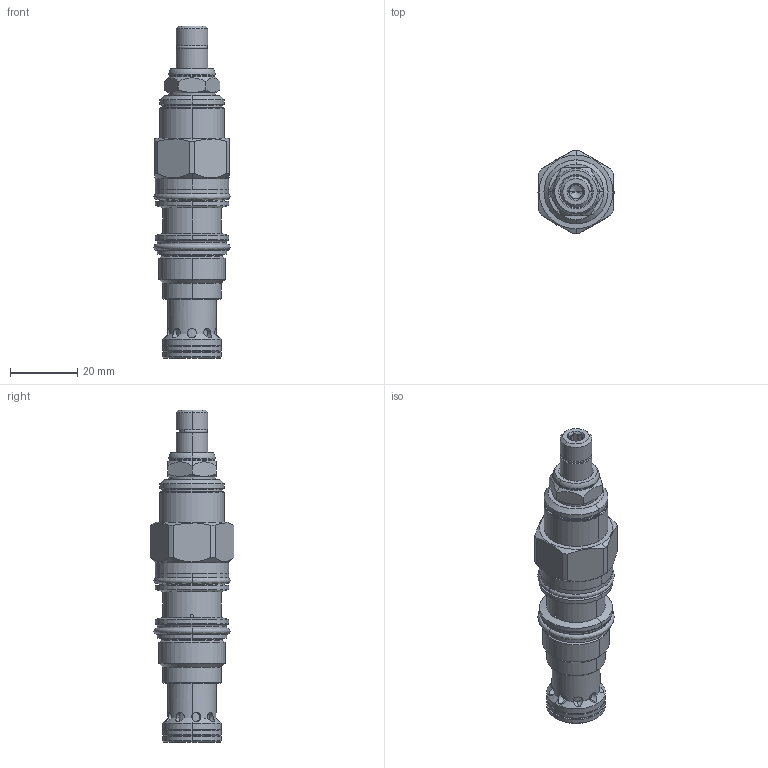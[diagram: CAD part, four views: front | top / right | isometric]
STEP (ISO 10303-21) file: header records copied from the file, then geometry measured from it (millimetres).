
FILE_DESCRIPTION((''),'2;1');
FILE_NAME('RVCS-LAN_PRT','2016-07-20T',('Administrator'),(''),'PRO/ENGINEER BY PARAMETRIC TECHNOLOGY CORPORATION, 2006240','PRO/ENGINEER BY PARAMETRIC TECHNOLOGY CORPORATION, 2006240','');
FILE_SCHEMA(('CONFIG_CONTROL_DESIGN'));
Length unit declared in the file: inch
Products named in the file (1): RVCS-LAN_PRT
Bounding box: 22.55 x 24.84 x 98.4 mm (x, y, z)
Volume: 23602.5 mm3; surface area: 9564.8 mm2
Topology: 3 solids, 4 shells, 303 faces, 749 edges, 457 vertices
Faces by surface type: cylinder 116, plane 74, cone 60, torus 37, revolution 8, bspline 6, sphere 2
Entity records: 11787 total; most frequent: CARTESIAN_POINT 4568, DIRECTION 1558, ORIENTED_EDGE 1486, EDGE_CURVE 743, AXIS2_PLACEMENT_3D 656, VERTEX_POINT 457, CIRCLE 367, EDGE_LOOP 334
